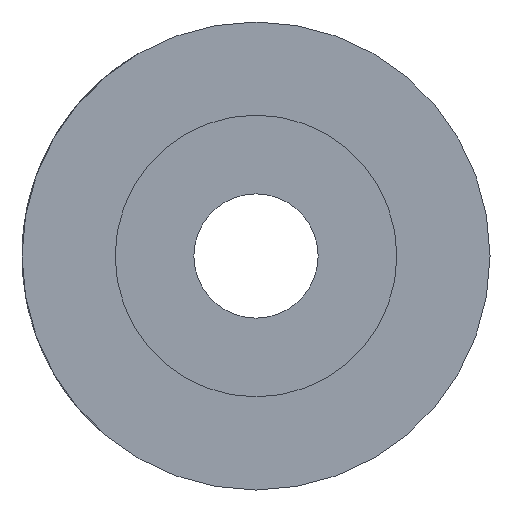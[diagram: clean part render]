
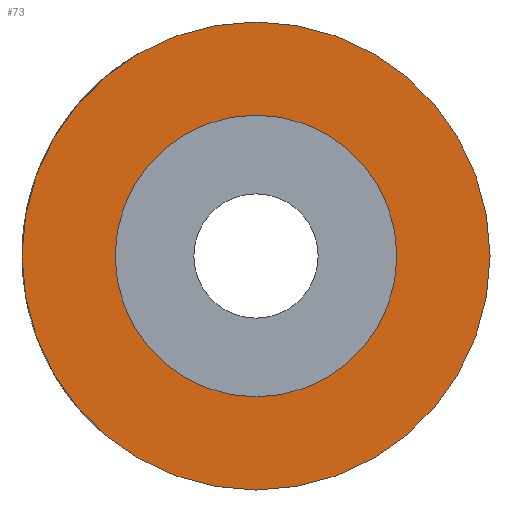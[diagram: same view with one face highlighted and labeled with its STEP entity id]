
A CAD part, left-side view. The second image highlights one B-rep face of the part: STEP entity #73.
In plain terms, the highlighted planar face has unit normal (-1, 0, 0).
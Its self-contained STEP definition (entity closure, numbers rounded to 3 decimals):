
#73 = ADVANCED_FACE ( 'NONE', ( #7473, #7665 ), #82, .F. ) ;
#82 = PLANE ( 'NONE',  #2061 ) ;
#928 = EDGE_CURVE ( 'NONE', #4774, #7490, #3957, .T. ) ;
#957 = CARTESIAN_POINT ( 'NONE',  ( 0., 0., 0. ) ) ;
#1455 = AXIS2_PLACEMENT_3D ( 'NONE', #5822, #6521, #9527 ) ;
#1748 = AXIS2_PLACEMENT_3D ( 'NONE', #957, #6871, #6324 ) ;
#1934 = CARTESIAN_POINT ( 'NONE',  ( 0., 0., 6.8 ) ) ;
#2061 = AXIS2_PLACEMENT_3D ( 'NONE', #9050, #3887, #2355 ) ;
#2126 = CARTESIAN_POINT ( 'NONE',  ( 0., 0., 0. ) ) ;
#2134 = EDGE_CURVE ( 'NONE', #9135, #5847, #2547, .T. ) ;
#2355 = DIRECTION ( 'NONE',  ( 0., 0., -1. ) ) ;
#2547 = CIRCLE ( 'NONE', #5091, 11.3 ) ;
#2742 = AXIS2_PLACEMENT_3D ( 'NONE', #2126, #5157, #8179 ) ;
#3029 = CARTESIAN_POINT ( 'NONE',  ( 0., 0., -11.3 ) ) ;
#3079 = CARTESIAN_POINT ( 'NONE',  ( 0., 0., -6.8 ) ) ;
#3683 = ORIENTED_EDGE ( 'NONE', *, *, #3866, .T. ) ;
#3816 = CIRCLE ( 'NONE', #1455, 11.3 ) ;
#3866 = EDGE_CURVE ( 'NONE', #5847, #9135, #3816, .T. ) ;
#3887 = DIRECTION ( 'NONE',  ( 1., 0., 0. ) ) ;
#3957 = CIRCLE ( 'NONE', #1748, 6.8 ) ;
#4701 = DIRECTION ( 'NONE',  ( -1., 0., 0. ) ) ;
#4774 = VERTEX_POINT ( 'NONE', #1934 ) ;
#4807 = DIRECTION ( 'NONE',  ( 0., 0., 1. ) ) ;
#4934 = EDGE_CURVE ( 'NONE', #7490, #4774, #7967, .T. ) ;
#5091 = AXIS2_PLACEMENT_3D ( 'NONE', #8570, #4701, #4807 ) ;
#5157 = DIRECTION ( 'NONE',  ( -1., 0., 0. ) ) ;
#5822 = CARTESIAN_POINT ( 'NONE',  ( 0., 0., 0. ) ) ;
#5847 = VERTEX_POINT ( 'NONE', #9513 ) ;
#6324 = DIRECTION ( 'NONE',  ( 0., 0., -1. ) ) ;
#6521 = DIRECTION ( 'NONE',  ( -1., 0., 0. ) ) ;
#6700 = EDGE_LOOP ( 'NONE', ( #8967, #8492 ) ) ;
#6701 = ORIENTED_EDGE ( 'NONE', *, *, #2134, .T. ) ;
#6871 = DIRECTION ( 'NONE',  ( -1., 0., 0. ) ) ;
#7473 = FACE_BOUND ( 'NONE', #6700, .T. ) ;
#7490 = VERTEX_POINT ( 'NONE', #3079 ) ;
#7665 = FACE_OUTER_BOUND ( 'NONE', #8709, .T. ) ;
#7967 = CIRCLE ( 'NONE', #2742, 6.8 ) ;
#8179 = DIRECTION ( 'NONE',  ( 0., 0., -1. ) ) ;
#8492 = ORIENTED_EDGE ( 'NONE', *, *, #4934, .F. ) ;
#8570 = CARTESIAN_POINT ( 'NONE',  ( 0., 0., 0. ) ) ;
#8709 = EDGE_LOOP ( 'NONE', ( #3683, #6701 ) ) ;
#8967 = ORIENTED_EDGE ( 'NONE', *, *, #928, .F. ) ;
#9050 = CARTESIAN_POINT ( 'NONE',  ( 0., 0., 0. ) ) ;
#9135 = VERTEX_POINT ( 'NONE', #3029 ) ;
#9513 = CARTESIAN_POINT ( 'NONE',  ( 0., 0., 11.3 ) ) ;
#9527 = DIRECTION ( 'NONE',  ( 0., 0., 1. ) ) ;
